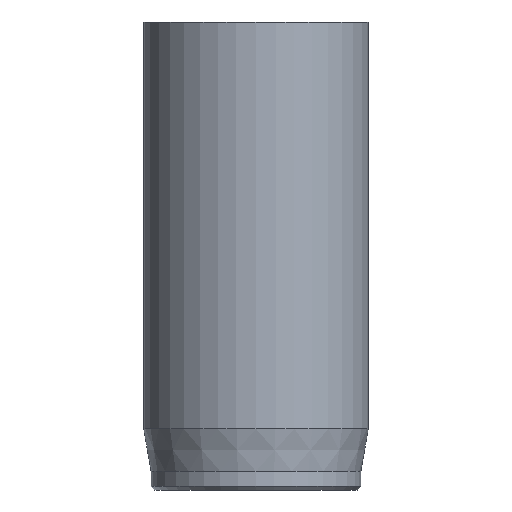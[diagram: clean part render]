
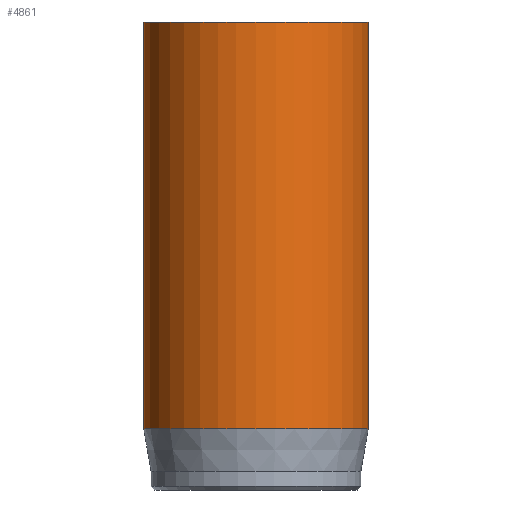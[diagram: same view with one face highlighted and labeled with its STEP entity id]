
A CAD part, front view. The second image highlights one B-rep face of the part: STEP entity #4861.
In plain terms, the highlighted cylindrical face has radius 6 mm (diameter 12 mm), a full revolution.
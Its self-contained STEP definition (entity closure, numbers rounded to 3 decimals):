
#32=CYLINDRICAL_SURFACE('',#5064,6.);
#47=CIRCLE('',#5031,6.);
#63=CIRCLE('',#5062,6.);
#64=CIRCLE('',#5063,6.);
#400=FACE_OUTER_BOUND('',#687,.T.);
#687=EDGE_LOOP('',(#4179,#4180,#4181,#4182,#4183));
#1031=LINE('',#8812,#1393);
#1393=VECTOR('',#5583,6.);
#2175=VERTEX_POINT('',#8751);
#2191=VERTEX_POINT('',#8806);
#2192=VERTEX_POINT('',#8807);
#2846=EDGE_CURVE('',#2175,#2175,#47,.T.);
#2870=EDGE_CURVE('',#2191,#2192,#63,.T.);
#2871=EDGE_CURVE('',#2192,#2191,#64,.T.);
#2873=EDGE_CURVE('',#2175,#2191,#1031,.T.);
#4179=ORIENTED_EDGE('',*,*,#2846,.T.);
#4180=ORIENTED_EDGE('',*,*,#2873,.T.);
#4181=ORIENTED_EDGE('',*,*,#2870,.T.);
#4182=ORIENTED_EDGE('',*,*,#2871,.T.);
#4183=ORIENTED_EDGE('',*,*,#2873,.F.);
#4861=ADVANCED_FACE('',(#400),#32,.T.);
#5031=AXIS2_PLACEMENT_3D('',#8752,#5506,#5507);
#5062=AXIS2_PLACEMENT_3D('',#8808,#5576,#5577);
#5063=AXIS2_PLACEMENT_3D('',#8809,#5578,#5579);
#5064=AXIS2_PLACEMENT_3D('',#8811,#5581,#5582);
#5506=DIRECTION('center_axis',(0.,0.,-1.));
#5507=DIRECTION('ref_axis',(-1.,0.,0.));
#5576=DIRECTION('center_axis',(0.,0.,1.));
#5577=DIRECTION('ref_axis',(-1.,0.,0.));
#5578=DIRECTION('center_axis',(0.,0.,1.));
#5579=DIRECTION('ref_axis',(-1.,0.,0.));
#5581=DIRECTION('center_axis',(0.,0.,1.));
#5582=DIRECTION('ref_axis',(-1.,0.,0.));
#5583=DIRECTION('',(0.,0.,-1.));
#8751=CARTESIAN_POINT('',(6.,0.,25.));
#8752=CARTESIAN_POINT('Origin',(0.,0.,25.));
#8806=CARTESIAN_POINT('',(6.,0.,3.269));
#8807=CARTESIAN_POINT('',(-6.,0.,3.269));
#8808=CARTESIAN_POINT('Origin',(0.,0.,3.269));
#8809=CARTESIAN_POINT('Origin',(0.,0.,3.269));
#8811=CARTESIAN_POINT('Origin',(0.,0.,0.));
#8812=CARTESIAN_POINT('',(6.,0.,0.));
